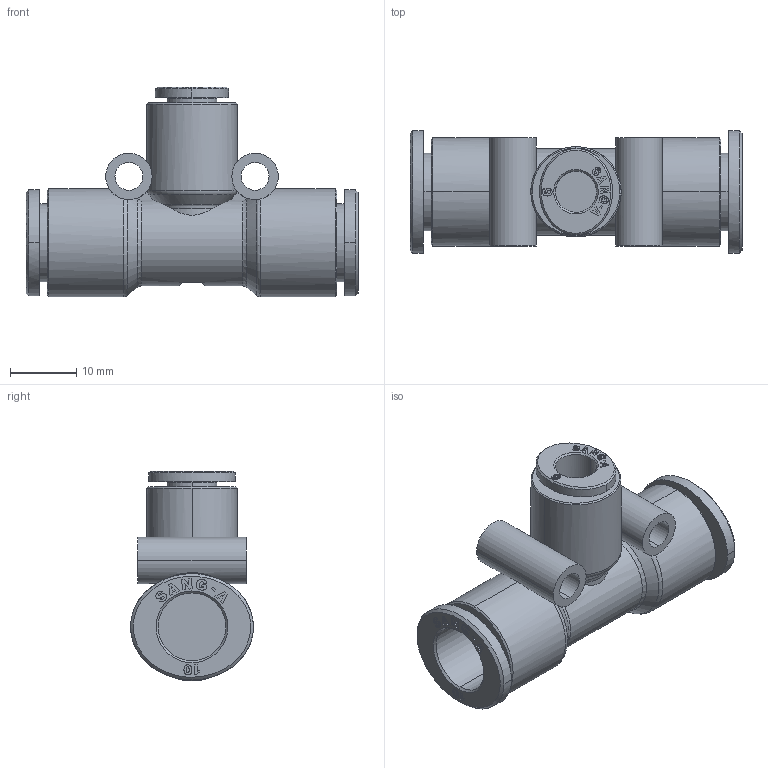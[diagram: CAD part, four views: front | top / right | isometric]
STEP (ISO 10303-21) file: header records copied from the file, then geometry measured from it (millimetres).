
FILE_DESCRIPTION((''),'2;1');
FILE_NAME('GPUG_1006(3D).stp','2012-12-27T14:43:43',(''),(''),'Mechanical Desktop.R8.0.24.0','Mechanical Desktop.R8.0.24.0',', , ');
FILE_SCHEMA(('CONFIG_CONTROL_DESIGN'));
Length unit declared in the file: millimetre
Products named in the file (2): GPUG_1006(3D); ºÎÇ°1
Assembly tree (1 placements, depth 2):
  GPUG_1006(3D)
    ºÎÇ°1
Bounding box: 50 x 18.5 x 31.6 mm (x, y, z)
Volume: 8359.7 mm3; surface area: 6756.6 mm2
Topology: 1 solids, 1 shells, 1062 faces, 3035 edges, 2016 vertices
Faces by surface type: plane 939, bspline 52, cylinder 43, cone 22, torus 6
Entity records: 36308 total; most frequent: CARTESIAN_POINT 8643, ORIENTED_EDGE 6070, DIRECTION 5151, EDGE_CURVE 3035, VECTOR 2763, LINE 2763, VERTEX_POINT 2016, AXIS2_PLACEMENT_3D 1194
